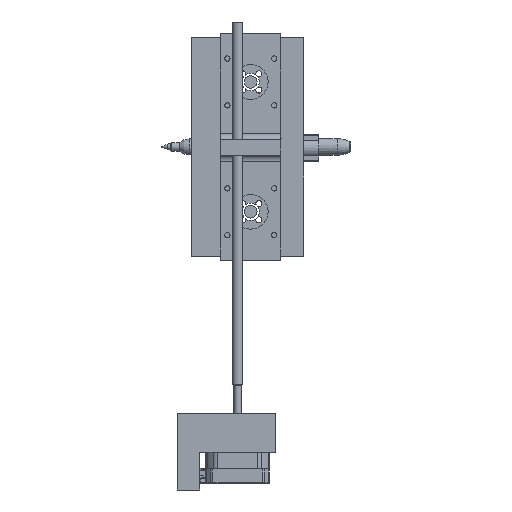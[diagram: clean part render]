
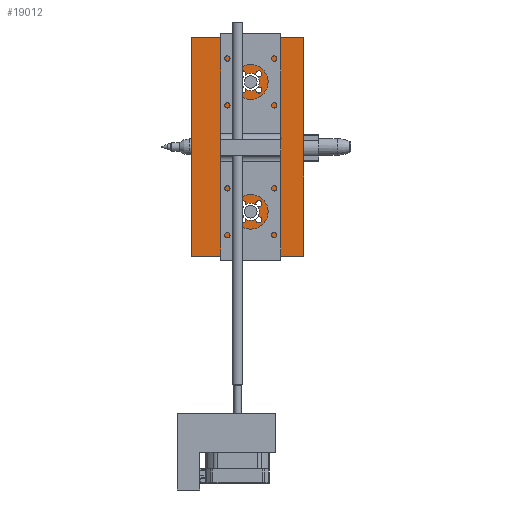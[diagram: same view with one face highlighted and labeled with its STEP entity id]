
A CAD part, left-side view. The second image highlights one B-rep face of the part: STEP entity #19012.
In plain terms, the highlighted face is planar.
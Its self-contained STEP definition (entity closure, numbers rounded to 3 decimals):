
#1709=FACE_BOUND('',#4492,.T.);
#1710=FACE_BOUND('',#4493,.T.);
#1711=FACE_BOUND('',#4494,.T.);
#1712=FACE_BOUND('',#4495,.T.);
#2210=PLANE('',#21110);
#3217=FACE_OUTER_BOUND('',#4491,.T.);
#4491=EDGE_LOOP('',(#17420,#17421,#17422,#17423));
#4492=EDGE_LOOP('',(#17424));
#4493=EDGE_LOOP('',(#17425));
#4494=EDGE_LOOP('',(#17426,#17427,#17428,#17429,#17430,#17431,#17432,#17433));
#4495=EDGE_LOOP('',(#17434,#17435,#17436,#17437,#17438,#17439,#17440,#17441));
#5791=LINE('',#40347,#7096);
#5814=LINE('',#40456,#7119);
#5815=LINE('',#40459,#7120);
#5817=LINE('',#40462,#7122);
#7096=VECTOR('',#26140,10.);
#7119=VECTOR('',#26263,10.);
#7120=VECTOR('',#26266,10.);
#7122=VECTOR('',#26270,10.);
#8062=CIRCLE('',#21046,1.75);
#8064=CIRCLE('',#21049,1.75);
#8083=CIRCLE('',#21076,2.);
#8084=CIRCLE('',#21078,5.75);
#8085=CIRCLE('',#21080,2.);
#8086=CIRCLE('',#21082,5.75);
#8087=CIRCLE('',#21084,2.);
#8088=CIRCLE('',#21086,5.75);
#8089=CIRCLE('',#21088,2.);
#8090=CIRCLE('',#21090,5.75);
#8091=CIRCLE('',#21092,5.75);
#8092=CIRCLE('',#21094,2.);
#8093=CIRCLE('',#21096,5.75);
#8094=CIRCLE('',#21098,2.);
#8095=CIRCLE('',#21100,5.75);
#8096=CIRCLE('',#21102,2.);
#8097=CIRCLE('',#21104,5.75);
#8098=CIRCLE('',#21106,2.);
#9707=VERTEX_POINT('',#40303);
#9709=VERTEX_POINT('',#40309);
#9721=VERTEX_POINT('',#40344);
#9722=VERTEX_POINT('',#40346);
#9742=VERTEX_POINT('',#40390);
#9743=VERTEX_POINT('',#40392);
#9744=VERTEX_POINT('',#40396);
#9745=VERTEX_POINT('',#40400);
#9746=VERTEX_POINT('',#40404);
#9747=VERTEX_POINT('',#40408);
#9748=VERTEX_POINT('',#40412);
#9749=VERTEX_POINT('',#40416);
#9750=VERTEX_POINT('',#40422);
#9751=VERTEX_POINT('',#40424);
#9752=VERTEX_POINT('',#40428);
#9753=VERTEX_POINT('',#40432);
#9754=VERTEX_POINT('',#40436);
#9755=VERTEX_POINT('',#40440);
#9756=VERTEX_POINT('',#40444);
#9757=VERTEX_POINT('',#40448);
#9758=VERTEX_POINT('',#40454);
#9759=VERTEX_POINT('',#40458);
#12257=EDGE_CURVE('',#9707,#9707,#8062,.T.);
#12260=EDGE_CURVE('',#9709,#9709,#8064,.T.);
#12277=EDGE_CURVE('',#9722,#9721,#5791,.T.);
#12300=EDGE_CURVE('',#9743,#9742,#8083,.T.);
#12302=EDGE_CURVE('',#9744,#9743,#8084,.T.);
#12304=EDGE_CURVE('',#9745,#9744,#8085,.T.);
#12306=EDGE_CURVE('',#9746,#9745,#8086,.T.);
#12308=EDGE_CURVE('',#9747,#9746,#8087,.T.);
#12310=EDGE_CURVE('',#9748,#9747,#8088,.T.);
#12312=EDGE_CURVE('',#9749,#9748,#8089,.T.);
#12314=EDGE_CURVE('',#9742,#9749,#8090,.T.);
#12316=EDGE_CURVE('',#9751,#9750,#8091,.T.);
#12318=EDGE_CURVE('',#9752,#9751,#8092,.T.);
#12320=EDGE_CURVE('',#9753,#9752,#8093,.T.);
#12322=EDGE_CURVE('',#9754,#9753,#8094,.T.);
#12324=EDGE_CURVE('',#9755,#9754,#8095,.T.);
#12326=EDGE_CURVE('',#9756,#9755,#8096,.T.);
#12328=EDGE_CURVE('',#9757,#9756,#8097,.T.);
#12330=EDGE_CURVE('',#9750,#9757,#8098,.T.);
#12332=EDGE_CURVE('',#9721,#9758,#5814,.T.);
#12333=EDGE_CURVE('',#9759,#9722,#5815,.T.);
#12335=EDGE_CURVE('',#9758,#9759,#5817,.T.);
#17420=ORIENTED_EDGE('',*,*,#12335,.T.);
#17421=ORIENTED_EDGE('',*,*,#12333,.T.);
#17422=ORIENTED_EDGE('',*,*,#12277,.T.);
#17423=ORIENTED_EDGE('',*,*,#12332,.T.);
#17424=ORIENTED_EDGE('',*,*,#12257,.T.);
#17425=ORIENTED_EDGE('',*,*,#12260,.T.);
#17426=ORIENTED_EDGE('',*,*,#12330,.T.);
#17427=ORIENTED_EDGE('',*,*,#12328,.T.);
#17428=ORIENTED_EDGE('',*,*,#12326,.T.);
#17429=ORIENTED_EDGE('',*,*,#12324,.T.);
#17430=ORIENTED_EDGE('',*,*,#12322,.T.);
#17431=ORIENTED_EDGE('',*,*,#12320,.T.);
#17432=ORIENTED_EDGE('',*,*,#12318,.T.);
#17433=ORIENTED_EDGE('',*,*,#12316,.T.);
#17434=ORIENTED_EDGE('',*,*,#12314,.T.);
#17435=ORIENTED_EDGE('',*,*,#12312,.T.);
#17436=ORIENTED_EDGE('',*,*,#12310,.T.);
#17437=ORIENTED_EDGE('',*,*,#12308,.T.);
#17438=ORIENTED_EDGE('',*,*,#12306,.T.);
#17439=ORIENTED_EDGE('',*,*,#12304,.T.);
#17440=ORIENTED_EDGE('',*,*,#12302,.T.);
#17441=ORIENTED_EDGE('',*,*,#12300,.T.);
#19012=ADVANCED_FACE('',(#3217,#1709,#1710,#1711,#1712),#2210,.T.);
#21046=AXIS2_PLACEMENT_3D('',#40305,#26101,#26102);
#21049=AXIS2_PLACEMENT_3D('',#40311,#26108,#26109);
#21076=AXIS2_PLACEMENT_3D('',#40393,#26183,#26184);
#21078=AXIS2_PLACEMENT_3D('',#40397,#26188,#26189);
#21080=AXIS2_PLACEMENT_3D('',#40401,#26193,#26194);
#21082=AXIS2_PLACEMENT_3D('',#40405,#26198,#26199);
#21084=AXIS2_PLACEMENT_3D('',#40409,#26203,#26204);
#21086=AXIS2_PLACEMENT_3D('',#40413,#26208,#26209);
#21088=AXIS2_PLACEMENT_3D('',#40417,#26213,#26214);
#21090=AXIS2_PLACEMENT_3D('',#40420,#26218,#26219);
#21092=AXIS2_PLACEMENT_3D('',#40425,#26223,#26224);
#21094=AXIS2_PLACEMENT_3D('',#40429,#26228,#26229);
#21096=AXIS2_PLACEMENT_3D('',#40433,#26233,#26234);
#21098=AXIS2_PLACEMENT_3D('',#40437,#26238,#26239);
#21100=AXIS2_PLACEMENT_3D('',#40441,#26243,#26244);
#21102=AXIS2_PLACEMENT_3D('',#40445,#26248,#26249);
#21104=AXIS2_PLACEMENT_3D('',#40449,#26253,#26254);
#21106=AXIS2_PLACEMENT_3D('',#40452,#26258,#26259);
#21110=AXIS2_PLACEMENT_3D('',#40463,#26271,#26272);
#26101=DIRECTION('center_axis',(0.,-1.,0.));
#26102=DIRECTION('ref_axis',(1.,0.,0.));
#26108=DIRECTION('center_axis',(0.,-1.,0.));
#26109=DIRECTION('ref_axis',(1.,0.,0.));
#26140=DIRECTION('',(0.,0.,1.));
#26183=DIRECTION('center_axis',(0.,-1.,0.));
#26184=DIRECTION('ref_axis',(1.,0.,0.));
#26188=DIRECTION('center_axis',(0.,-1.,0.));
#26189=DIRECTION('ref_axis',(1.,0.,0.));
#26193=DIRECTION('center_axis',(0.,-1.,0.));
#26194=DIRECTION('ref_axis',(1.,0.,0.));
#26198=DIRECTION('center_axis',(0.,-1.,0.));
#26199=DIRECTION('ref_axis',(1.,0.,0.));
#26203=DIRECTION('center_axis',(0.,-1.,0.));
#26204=DIRECTION('ref_axis',(1.,0.,0.));
#26208=DIRECTION('center_axis',(0.,-1.,0.));
#26209=DIRECTION('ref_axis',(1.,0.,0.));
#26213=DIRECTION('center_axis',(0.,-1.,0.));
#26214=DIRECTION('ref_axis',(1.,0.,0.));
#26218=DIRECTION('center_axis',(0.,-1.,0.));
#26219=DIRECTION('ref_axis',(1.,0.,0.));
#26223=DIRECTION('center_axis',(0.,-1.,0.));
#26224=DIRECTION('ref_axis',(1.,0.,0.));
#26228=DIRECTION('center_axis',(0.,-1.,0.));
#26229=DIRECTION('ref_axis',(1.,0.,0.));
#26233=DIRECTION('center_axis',(0.,-1.,0.));
#26234=DIRECTION('ref_axis',(1.,0.,0.));
#26238=DIRECTION('center_axis',(0.,-1.,0.));
#26239=DIRECTION('ref_axis',(1.,0.,0.));
#26243=DIRECTION('center_axis',(0.,-1.,0.));
#26244=DIRECTION('ref_axis',(1.,0.,0.));
#26248=DIRECTION('center_axis',(0.,-1.,0.));
#26249=DIRECTION('ref_axis',(1.,0.,0.));
#26253=DIRECTION('center_axis',(0.,-1.,0.));
#26254=DIRECTION('ref_axis',(1.,0.,0.));
#26258=DIRECTION('center_axis',(0.,-1.,0.));
#26259=DIRECTION('ref_axis',(1.,0.,0.));
#26263=DIRECTION('',(1.,0.,0.));
#26266=DIRECTION('',(-1.,0.,0.));
#26270=DIRECTION('',(0.,0.,-1.));
#26271=DIRECTION('center_axis',(0.,1.,0.));
#26272=DIRECTION('ref_axis',(1.,0.,0.));
#40303=CARTESIAN_POINT('',(16.549,9.,-5.462));
#40305=CARTESIAN_POINT('Origin',(18.299,9.,-5.462));
#40309=CARTESIAN_POINT('',(1.249,9.,5.462));
#40311=CARTESIAN_POINT('Origin',(2.999,9.,5.462));
#40344=CARTESIAN_POINT('',(-39.203,9.,72.5));
#40346=CARTESIAN_POINT('',(-39.203,9.,-72.5));
#40347=CARTESIAN_POINT('',(-39.203,9.,72.5));
#40390=CARTESIAN_POINT('',(-3.518,9.,-47.548));
#40392=CARTESIAN_POINT('',(-4.548,9.,-46.518));
#40393=CARTESIAN_POINT('Origin',(-5.35,9.,-48.35));
#40396=CARTESIAN_POINT('',(-4.548,9.,-39.482));
#40397=CARTESIAN_POINT('Origin',(0.,9.,-43.));
#40400=CARTESIAN_POINT('',(-3.518,9.,-38.452));
#40401=CARTESIAN_POINT('Origin',(-5.35,9.,-37.65));
#40404=CARTESIAN_POINT('',(3.518,9.,-38.452));
#40405=CARTESIAN_POINT('Origin',(0.,9.,-43.));
#40408=CARTESIAN_POINT('',(4.548,9.,-39.482));
#40409=CARTESIAN_POINT('Origin',(5.35,9.,-37.65));
#40412=CARTESIAN_POINT('',(4.548,9.,-46.518));
#40413=CARTESIAN_POINT('Origin',(0.,9.,-43.));
#40416=CARTESIAN_POINT('',(3.518,9.,-47.548));
#40417=CARTESIAN_POINT('Origin',(5.35,9.,-48.35));
#40420=CARTESIAN_POINT('Origin',(0.,9.,-43.));
#40422=CARTESIAN_POINT('',(-4.548,9.,39.482));
#40424=CARTESIAN_POINT('',(-4.548,9.,46.518));
#40425=CARTESIAN_POINT('Origin',(0.,9.,43.));
#40428=CARTESIAN_POINT('',(-3.518,9.,47.548));
#40429=CARTESIAN_POINT('Origin',(-5.35,9.,48.35));
#40432=CARTESIAN_POINT('',(3.518,9.,47.548));
#40433=CARTESIAN_POINT('Origin',(0.,9.,43.));
#40436=CARTESIAN_POINT('',(4.548,9.,46.518));
#40437=CARTESIAN_POINT('Origin',(5.35,9.,48.35));
#40440=CARTESIAN_POINT('',(4.548,9.,39.482));
#40441=CARTESIAN_POINT('Origin',(0.,9.,43.));
#40444=CARTESIAN_POINT('',(3.518,9.,38.452));
#40445=CARTESIAN_POINT('Origin',(5.35,9.,37.65));
#40448=CARTESIAN_POINT('',(-3.518,9.,38.452));
#40449=CARTESIAN_POINT('Origin',(0.,9.,43.));
#40452=CARTESIAN_POINT('Origin',(-5.35,9.,37.65));
#40454=CARTESIAN_POINT('',(35.,9.,72.5));
#40456=CARTESIAN_POINT('',(35.,9.,72.5));
#40458=CARTESIAN_POINT('',(35.,9.,-72.5));
#40459=CARTESIAN_POINT('',(-39.203,9.,-72.5));
#40462=CARTESIAN_POINT('',(35.,9.,-72.5));
#40463=CARTESIAN_POINT('Origin',(-2.102,9.,0.));
